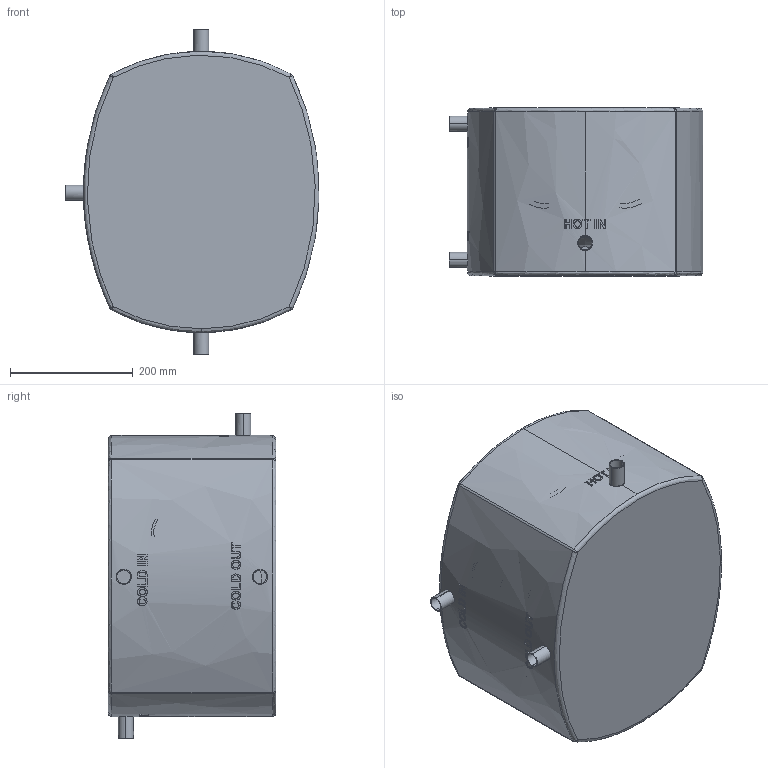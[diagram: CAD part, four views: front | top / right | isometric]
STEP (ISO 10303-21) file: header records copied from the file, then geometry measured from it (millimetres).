
FILE_DESCRIPTION(('FreeCAD Model'),'2;1');
FILE_NAME('Open CASCADE Shape Model','2025-05-03T07:31:35',('FreeCAD'),( 'FreeCAD'),'Open CASCADE STEP processor 7.6','FreeCAD','Unknown');
FILE_SCHEMA(('AUTOMOTIVE_DESIGN { 1 0 10303 214 1 1 1 1 }'));
Products named in the file (1): Open CASCADE STEP translator 7.6 1
Bounding box: 413.97 x 273.27 x 530.51 mm (x, y, z)
Volume: 7457896.9 mm3; surface area: 5526650.2 mm2
Topology: 8 solids, 11 shells, 736 faces, 1888 edges, 1209 vertices
Faces by surface type: bspline 736
Entity records: 201049 total; most frequent: CARTESIAN_POINT 189931, ORIENTED_EDGE 3760, EDGE_CURVE 1880, B_SPLINE_CURVE_WITH_KNOTS 1464, VERTEX_POINT 1209, FACE_BOUND 811, EDGE_LOOP 811, ADVANCED_FACE 736
